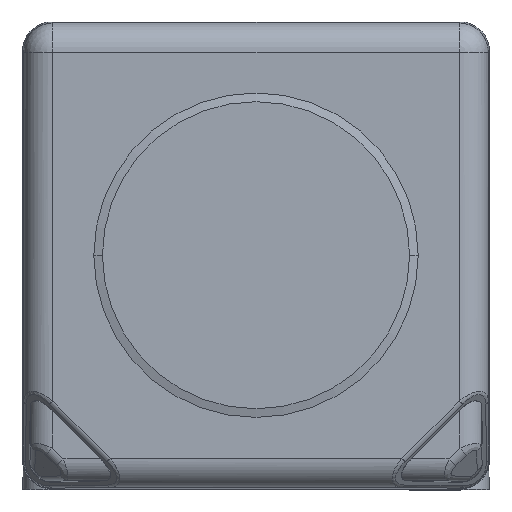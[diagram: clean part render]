
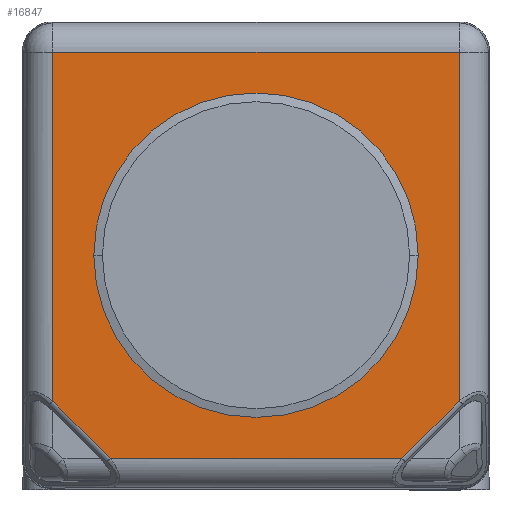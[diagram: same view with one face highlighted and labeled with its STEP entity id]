
A CAD part, top view. The second image highlights one B-rep face of the part: STEP entity #16847.
In plain terms, the highlighted planar face has unit normal (0, 0, 1).
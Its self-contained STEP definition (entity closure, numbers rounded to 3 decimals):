
#3488=DIRECTION('',(-1.,0.,0.));
#3489=VECTOR('',#3488,34.946);
#3490=CARTESIAN_POINT('',(17.473,17.473,12.21));
#3491=LINE('',#3490,#3489);
#3531=DIRECTION('',(0.,1.,0.));
#3532=VECTOR('',#3531,30.006);
#3533=CARTESIAN_POINT('',(17.473,-12.533,12.21));
#3534=LINE('',#3533,#3532);
#3684=CARTESIAN_POINT('',(12.533,-17.473,12.21));
#3710=CARTESIAN_POINT('',(-12.533,-17.473,
12.21));
#3712=DIRECTION('',(1.,0.,0.));
#3713=VECTOR('',#3712,25.066);
#3714=CARTESIAN_POINT('',(-12.533,-17.473,
12.21));
#3715=LINE('',#3714,#3713);
#3861=DIRECTION('',(0.,-1.,0.));
#3862=VECTOR('',#3861,30.006);
#3863=CARTESIAN_POINT('',(-17.473,17.473,12.21));
#3864=LINE('',#3863,#3862);
#3865=DIRECTION('',(-0.707,-0.707,0.));
#3866=VECTOR('',#3865,6.986);
#3867=CARTESIAN_POINT('',(17.473,-12.533,12.21));
#3868=LINE('',#3867,#3866);
#3869=DIRECTION('',(-0.707,0.707,0.));
#3870=VECTOR('',#3869,6.986);
#3871=CARTESIAN_POINT('',(-12.533,-17.473,
12.21));
#3872=LINE('',#3871,#3870);
#3873=CARTESIAN_POINT('',(0.,0.,12.21));
#3874=DIRECTION('',(0.,0.,1.));
#3875=DIRECTION('',(-1.,0.,0.));
#3876=AXIS2_PLACEMENT_3D('',#3873,#3874,#3875);
#3878=CARTESIAN_POINT('',(0.,0.,12.21));
#3879=DIRECTION('',(0.,0.,1.));
#3880=DIRECTION('',(1.,0.,0.));
#3881=AXIS2_PLACEMENT_3D('',#3878,#3879,#3880);
#8716=VERTEX_POINT('',#3684);
#8719=VERTEX_POINT('',#3710);
#8720=CARTESIAN_POINT('',(-17.473,-12.533,
12.21));
#8721=VERTEX_POINT('',#8720);
#8722=CARTESIAN_POINT('',(17.473,-12.533,12.21));
#8723=VERTEX_POINT('',#8722);
#8724=CARTESIAN_POINT('',(-17.473,17.473,12.21));
#8725=VERTEX_POINT('',#8724);
#8726=CARTESIAN_POINT('',(17.473,17.473,12.21));
#8727=VERTEX_POINT('',#8726);
#8728=CARTESIAN_POINT('',(-13.946,0.,12.21));
#8729=CARTESIAN_POINT('',(13.946,0.,12.21));
#8730=VERTEX_POINT('',#8728);
#8731=VERTEX_POINT('',#8729);
#16826=CARTESIAN_POINT('',(0.,0.,12.21));
#16827=DIRECTION('',(0.,0.,1.));
#16828=DIRECTION('',(0.,-1.,0.));
#16829=AXIS2_PLACEMENT_3D('',#16826,#16827,#16828);
#16830=PLANE('',#16829);
#16832=ORIENTED_EDGE('',*,*,#16831,.T.);
#16833=ORIENTED_EDGE('',*,*,#16514,.F.);
#16835=ORIENTED_EDGE('',*,*,#16834,.T.);
#16836=ORIENTED_EDGE('',*,*,#16814,.F.);
#16837=ORIENTED_EDGE('',*,*,#16109,.F.);
#16838=ORIENTED_EDGE('',*,*,#16189,.F.);
#16839=EDGE_LOOP('',(#16832,#16833,#16835,#16836,#16837,#16838));
#16840=FACE_OUTER_BOUND('',#16839,.F.);
#16842=ORIENTED_EDGE('',*,*,#16841,.T.);
#16844=ORIENTED_EDGE('',*,*,#16843,.T.);
#16845=EDGE_LOOP('',(#16842,#16844));
#16846=FACE_BOUND('',#16845,.F.);
#16847=ADVANCED_FACE('',(#16840,#16846),#16830,.T.);
#3877=CIRCLE('',#3876,13.946);
#3882=CIRCLE('',#3881,13.946);
#16109=EDGE_CURVE('',#8727,#8725,#3491,.T.);
#16189=EDGE_CURVE('',#8723,#8727,#3534,.T.);
#16514=EDGE_CURVE('',#8719,#8716,#3715,.T.);
#16814=EDGE_CURVE('',#8725,#8721,#3864,.T.);
#16831=EDGE_CURVE('',#8723,#8716,#3868,.T.);
#16834=EDGE_CURVE('',#8719,#8721,#3872,.T.);
#16841=EDGE_CURVE('',#8730,#8731,#3877,.T.);
#16843=EDGE_CURVE('',#8731,#8730,#3882,.T.);
